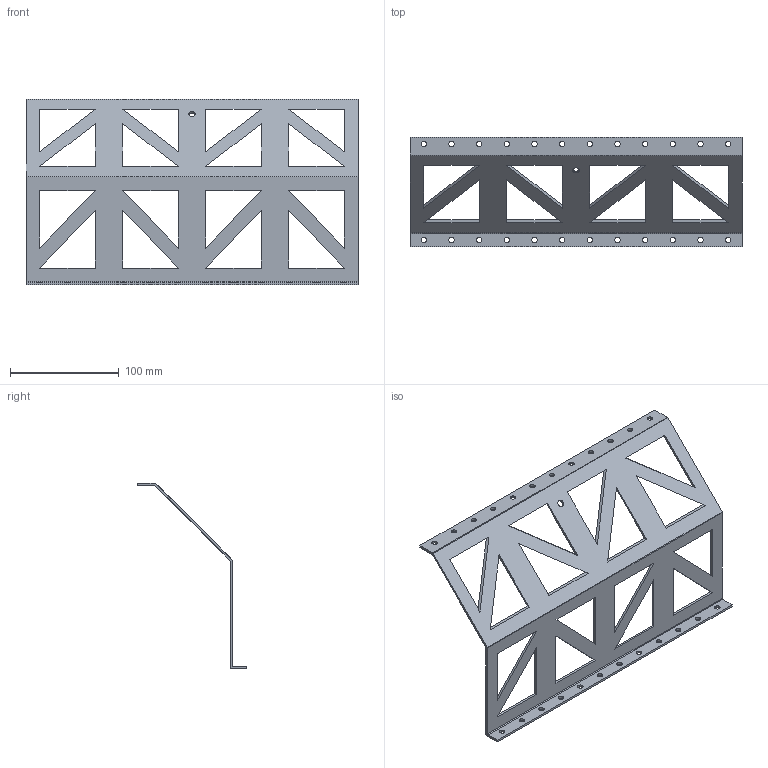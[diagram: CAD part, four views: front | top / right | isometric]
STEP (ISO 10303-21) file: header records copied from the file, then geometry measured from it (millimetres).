
FILE_DESCRIPTION(/* description */ ('STEP AP242','CAx-IF Rec.Pracs.---Representation and Presentation of Product Manufacturing Information (PMI)---4.0---2014-10-13','CAx-IF Rec.Pracs.---3D Tessellated Geometry---0.4---2014-09-14','2;1'),/* implementation_level */ '2;1');
FILE_NAME(/* name */ '668ae3dc907e6f573febedef',/* time_stamp */ '2024-07-07T18:52:12Z',/* author */ (''),/* organization */ (''),/* preprocessor_version */ 'ST-DEVELOPER v20',/* originating_system */ ' ',/* authorisation */ ' ');
FILE_SCHEMA (('AP242_MANAGED_MODEL_BASED_3D_ENGINEERING_MIM_LF { 1 0 10303 442 1 1 4 }'));
Length unit declared in the file: metre
Products named in the file (1): Pocketed Bracket
Bounding box: 304.8 x 100.46 x 170.62 mm (x, y, z)
Volume: 95349.3 mm3; surface area: 103007.7 mm2
Topology: 1 solids, 1 shells, 91 faces, 267 edges, 178 vertices
Faces by surface type: plane 60, cylinder 31
Full cylindrical faces by diameter (mm): 4.978 x24, 6.35 x1
Entity records: 3084 total; most frequent: CARTESIAN_POINT 512, DIRECTION 488, ORIENTED_EDGE 484, EDGE_CURVE 242, EDGE_LOOP 198, FACE_BOUND 198, LINE 180, VECTOR 180
